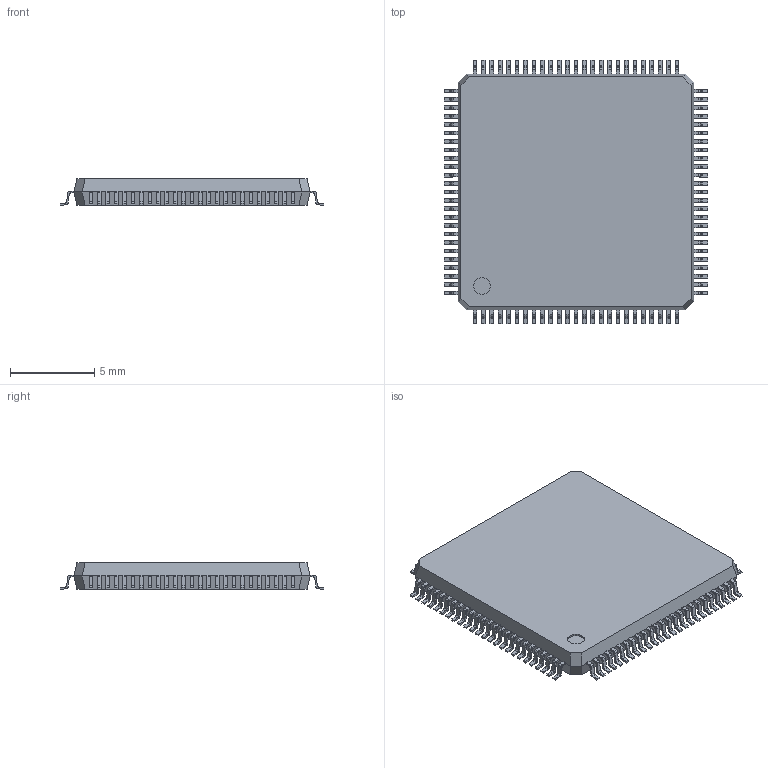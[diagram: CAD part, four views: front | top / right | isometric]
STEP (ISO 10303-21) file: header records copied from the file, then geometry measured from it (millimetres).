
FILE_DESCRIPTION(/* description */ (''),/* implementation_level */ '2;1');
FILE_NAME(/* name */ 'tqfp100 v2.step',/* time_stamp */ '2018-05-27T19:32:45-05:00',/* author */ (''),/* organization */ (''),/* preprocessor_version */ 'ST-DEVELOPER v17',/* originating_system */ 'Autodesk Translation Framework v7.1.0.215',/* authorisation */ '');
FILE_SCHEMA (('AUTOMOTIVE_DESIGN { 1 0 10303 214 3 1 1 }'));
Length unit declared in the file: millimetre
Products named in the file (1): tqfp100
Bounding box: 15.66 x 15.66 x 1.6 mm (x, y, z)
Volume: 308.4 mm3; surface area: 556.7 mm2
Topology: 101 solids, 101 shells, 1520 faces, 3943 edges, 2626 vertices
Faces by surface type: plane 1119, cylinder 401
Full cylindrical faces by diameter (mm): 1 x1
Entity records: 46158 total; most frequent: CARTESIAN_POINT 8090, ORIENTED_EDGE 7886, DIRECTION 7787, EDGE_CURVE 3943, LINE 3141, VECTOR 3141, VERTEX_POINT 2626, AXIS2_PLACEMENT_3D 2323
